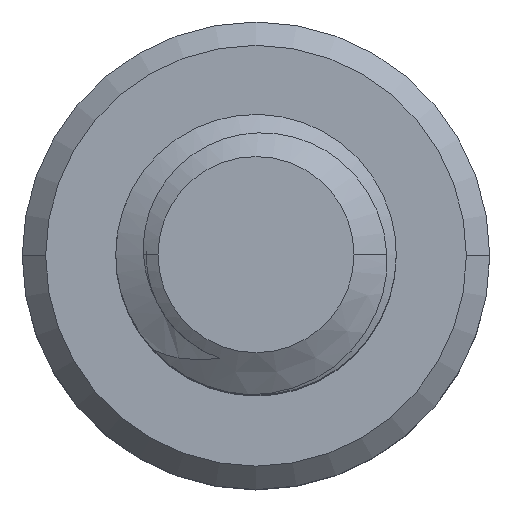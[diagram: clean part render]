
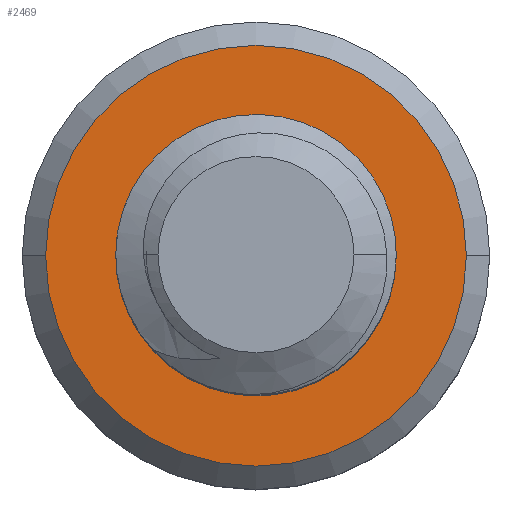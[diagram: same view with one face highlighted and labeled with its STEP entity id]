
A CAD part, top view. The second image highlights one B-rep face of the part: STEP entity #2469.
In plain terms, the highlighted planar face has unit normal (0, 0, 1).
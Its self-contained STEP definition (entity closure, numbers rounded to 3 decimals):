
#30 = AXIS2_PLACEMENT_3D ( 'NONE', #2929, #950, #3252 ) ;
#37 = CARTESIAN_POINT ( 'NONE',  ( 4.5, 0., -14. ) ) ;
#45 = CIRCLE ( 'NONE', #753, 3. ) ;
#110 = VERTEX_POINT ( 'NONE', #3389 ) ;
#160 = EDGE_CURVE ( 'NONE', #2952, #324, #3679, .T. ) ;
#203 = DIRECTION ( 'NONE',  ( 0., 0., -1. ) ) ;
#206 = CARTESIAN_POINT ( 'NONE',  ( 0., 0., -14. ) ) ;
#256 = CARTESIAN_POINT ( 'NONE',  ( -2.613, -0.719, -14. ) ) ;
#259 = CARTESIAN_POINT ( 'NONE',  ( 1.023, 2.73, -14. ) ) ;
#270 = CARTESIAN_POINT ( 'NONE',  ( -2.302, -1.302, -14. ) ) ;
#271 = CARTESIAN_POINT ( 'NONE',  ( 2.583, 0.156, -14. ) ) ;
#280 = CARTESIAN_POINT ( 'NONE',  ( -2.659, -0.593, -14. ) ) ;
#293 = CARTESIAN_POINT ( 'NONE',  ( -1.051, -2.251, -14. ) ) ;
#305 = CARTESIAN_POINT ( 'NONE',  ( -2.048, -1.611, -14. ) ) ;
#319 = CARTESIAN_POINT ( 'NONE',  ( -2.222, -1.411, -14. ) ) ;
#324 = VERTEX_POINT ( 'NONE', #1963 ) ;
#372 = DIRECTION ( 'NONE',  ( -1., 0., 0. ) ) ;
#384 = CARTESIAN_POINT ( 'NONE',  ( -4.5, 0., -14. ) ) ;
#410 = VERTEX_POINT ( 'NONE', #384 ) ;
#509 = AXIS2_PLACEMENT_3D ( 'NONE', #1624, #3932, #1959 ) ;
#518 = CARTESIAN_POINT ( 'NONE',  ( 0., -2.35, -14. ) ) ;
#521 = ORIENTED_EDGE ( 'NONE', *, *, #160, .T. ) ;
#541 = DIRECTION ( 'NONE',  ( 1., 0., 0. ) ) ;
#579 = CARTESIAN_POINT ( 'NONE',  ( -2.809, 0.184, -14. ) ) ;
#581 = CARTESIAN_POINT ( 'NONE',  ( 1.574, 2.365, -14. ) ) ;
#590 = CARTESIAN_POINT ( 'NONE',  ( -1.642, -1.95, -14. ) ) ;
#591 = CARTESIAN_POINT ( 'NONE',  ( 2.532, -0.24, -14. ) ) ;
#599 = CARTESIAN_POINT ( 'NONE',  ( -2.757, -0.209, -14. ) ) ;
#613 = CARTESIAN_POINT ( 'NONE',  ( -2.73, -0.338, -14. ) ) ;
#624 = ORIENTED_EDGE ( 'NONE', *, *, #2216, .T. ) ;
#626 = CARTESIAN_POINT ( 'NONE',  ( -1.751, -1.873, -14. ) ) ;
#753 = AXIS2_PLACEMENT_3D ( 'NONE', #206, #2481, #541 ) ;
#881 = CARTESIAN_POINT ( 'NONE',  ( -2.806, 0.454, -14. ) ) ;
#883 = CARTESIAN_POINT ( 'NONE',  ( 1.863, 2.09, -14. ) ) ;
#897 = CARTESIAN_POINT ( 'NONE',  ( 2.42, -0.621, -14. ) ) ;
#910 = CARTESIAN_POINT ( 'NONE',  ( -2.274, 1.937, -14. ) ) ;
#922 = EDGE_LOOP ( 'NONE', ( #1876, #624, #1398, #521 ) ) ;
#932 = CARTESIAN_POINT ( 'NONE',  ( -2.419, 1.711, -14. ) ) ;
#944 = CARTESIAN_POINT ( 'NONE',  ( -2.102, 2.141, -14. ) ) ;
#950 = DIRECTION ( 'NONE',  ( 0., 0., 1. ) ) ;
#1092 = FACE_OUTER_BOUND ( 'NONE', #4123, .T. ) ;
#1209 = CARTESIAN_POINT ( 'NONE',  ( -2.505, -0.962, -14. ) ) ;
#1211 = CARTESIAN_POINT ( 'NONE',  ( 2.189, 1.676, -14. ) ) ;
#1227 = CARTESIAN_POINT ( 'NONE',  ( 2.251, -0.981, -14. ) ) ;
#1251 = CIRCLE ( 'NONE', #30, 4.5 ) ;
#1279 = CARTESIAN_POINT ( 'NONE',  ( -2.443, -1.078, -14. ) ) ;
#1331 = EDGE_CURVE ( 'NONE', #2537, #410, #1723, .T. ) ;
#1398 = ORIENTED_EDGE ( 'NONE', *, *, #2093, .T. ) ;
#1409 = VERTEX_POINT ( 'NONE', #2653 ) ;
#1533 = CARTESIAN_POINT ( 'NONE',  ( 0., 3., -14. ) ) ;
#1546 = CARTESIAN_POINT ( 'NONE',  ( 2.463, 1.071, -14. ) ) ;
#1556 = CARTESIAN_POINT ( 'NONE',  ( 1.859, -1.513, -14. ) ) ;
#1623 = ORIENTED_EDGE ( 'NONE', *, *, #1331, .T. ) ;
#1624 = CARTESIAN_POINT ( 'NONE',  ( 0., 0., -14. ) ) ;
#1681 = AXIS2_PLACEMENT_3D ( 'NONE', #1984, #2316, #372 ) ;
#1723 = CIRCLE ( 'NONE', #509, 4.5 ) ;
#1866 = CARTESIAN_POINT ( 'NONE',  ( -0.53, -2.364, -14. ) ) ;
#1867 = CARTESIAN_POINT ( 'NONE',  ( 0.266, 2.978, -14. ) ) ;
#1876 = ORIENTED_EDGE ( 'NONE', *, *, #3787, .F. ) ;
#1881 = CARTESIAN_POINT ( 'NONE',  ( 2.555, 0.685, -14. ) ) ;
#1902 = CARTESIAN_POINT ( 'NONE',  ( 0., -2.35, -14. ) ) ;
#1959 = DIRECTION ( 'NONE',  ( -1., 0., 0. ) ) ;
#1963 = CARTESIAN_POINT ( 'NONE',  ( -2.102, 2.141, -14. ) ) ;
#1984 = CARTESIAN_POINT ( 'NONE',  ( 0., 0., -14. ) ) ;
#2093 = EDGE_CURVE ( 'NONE', #1409, #2952, #2813, .T. ) ;
#2153 = CARTESIAN_POINT ( 'NONE',  ( 0., 0., -14. ) ) ;
#2203 = CARTESIAN_POINT ( 'NONE',  ( 0.524, 2.919, -14. ) ) ;
#2216 = EDGE_CURVE ( 'NONE', #110, #1409, #3062, .T. ) ;
#2217 = CARTESIAN_POINT ( 'NONE',  ( 2.586, 0.287, -14. ) ) ;
#2238 = CARTESIAN_POINT ( 'NONE',  ( -2.644, 1.234, -14. ) ) ;
#2316 = DIRECTION ( 'NONE',  ( 0., 0., -1. ) ) ;
#2469 = ADVANCED_FACE ( 'NONE', ( #1092, #3729 ), #3962, .F. ) ;
#2478 = DIRECTION ( 'NONE',  ( 1., 0., 0. ) ) ;
#2481 = DIRECTION ( 'NONE',  ( 0., 0., 1. ) ) ;
#2537 = VERTEX_POINT ( 'NONE', #37 ) ;
#2538 = CARTESIAN_POINT ( 'NONE',  ( 1.255, 2.602, -14. ) ) ;
#2549 = CARTESIAN_POINT ( 'NONE',  ( 2.556, -0.107, -14. ) ) ;
#2563 = CARTESIAN_POINT ( 'NONE',  ( -2.724, 0.975, -14. ) ) ;
#2620 = ORIENTED_EDGE ( 'NONE', *, *, #4016, .T. ) ;
#2653 = CARTESIAN_POINT ( 'NONE',  ( 1.647, -1.677, -14. ) ) ;
#2813 = CIRCLE ( 'NONE', #3920, 2.35 ) ;
#2861 = CARTESIAN_POINT ( 'NONE',  ( 1.675, 2.277, -14. ) ) ;
#2875 = CARTESIAN_POINT ( 'NONE',  ( 2.464, -0.497, -14. ) ) ;
#2929 = CARTESIAN_POINT ( 'NONE',  ( 0., 0., -14. ) ) ;
#2952 = VERTEX_POINT ( 'NONE', #518 ) ;
#3062 = B_SPLINE_CURVE_WITH_KNOTS ( 'NONE', 3,
 ( #1533, #1867, #2203, #259, #2538, #581, #2861, #883, #3187, #1211, #3518, #1546, #3855, #1881, #4190, #2217, #271, #2549, #591, #2875, #897, #3200, #1227, #3533, #1556, #3871 ),
 .UNSPECIFIED., .F., .F.,
 ( 4, 2, 2, 2, 2, 2, 2, 2, 2, 2, 2, 2, 4 ),
 ( 0., 0.001, 0.002, 0.002, 0.002, 0.003, 0.004, 0.004, 0.004, 0.005, 0.005, 0.006, 0.006 ),
 .UNSPECIFIED. ) ;
#3187 = CARTESIAN_POINT ( 'NONE',  ( 1.95, 1.991, -14. ) ) ;
#3200 = CARTESIAN_POINT ( 'NONE',  ( 2.314, -0.863, -14. ) ) ;
#3237 = CARTESIAN_POINT ( 'NONE',  ( -0.266, -2.379, -14. ) ) ;
#3252 = DIRECTION ( 'NONE',  ( -1., 0., 0. ) ) ;
#3389 = CARTESIAN_POINT ( 'NONE',  ( 0., 3., -14. ) ) ;
#3503 = CARTESIAN_POINT ( 'NONE',  ( -1.298, -2.154, -14. ) ) ;
#3518 = CARTESIAN_POINT ( 'NONE',  ( 2.322, 1.44, -14. ) ) ;
#3533 = CARTESIAN_POINT ( 'NONE',  ( 2.035, -1.317, -14. ) ) ;
#3679 = B_SPLINE_CURVE_WITH_KNOTS ( 'NONE', 3,
 ( #1902, #3237, #1866, #293, #3503, #590, #626, #4189, #305, #319, #270, #1279, #1209, #256, #280, #613, #599, #579, #881, #2563, #2238, #932, #910, #944 ),
 .UNSPECIFIED., .F., .F.,
 ( 4, 2, 2, 2, 2, 2, 2, 2, 2, 2, 2, 4 ),
 ( 0., 0.001, 0.002, 0.002, 0.002, 0.003, 0.003, 0.004, 0.004, 0.005, 0.006, 0.006 ),
 .UNSPECIFIED. ) ;
#3729 = FACE_BOUND ( 'NONE', #922, .T. ) ;
#3787 = EDGE_CURVE ( 'NONE', #110, #324, #45, .T. ) ;
#3855 = CARTESIAN_POINT ( 'NONE',  ( 2.5, 0.945, -14. ) ) ;
#3871 = CARTESIAN_POINT ( 'NONE',  ( 1.647, -1.677, -14. ) ) ;
#3920 = AXIS2_PLACEMENT_3D ( 'NONE', #2153, #203, #2478 ) ;
#3932 = DIRECTION ( 'NONE',  ( 0., 0., 1. ) ) ;
#3962 = PLANE ( 'NONE',  #1681 ) ;
#4016 = EDGE_CURVE ( 'NONE', #410, #2537, #1251, .T. ) ;
#4123 = EDGE_LOOP ( 'NONE', ( #2620, #1623 ) ) ;
#4189 = CARTESIAN_POINT ( 'NONE',  ( -1.954, -1.703, -14. ) ) ;
#4190 = CARTESIAN_POINT ( 'NONE',  ( 2.572, 0.552, -14. ) ) ;
